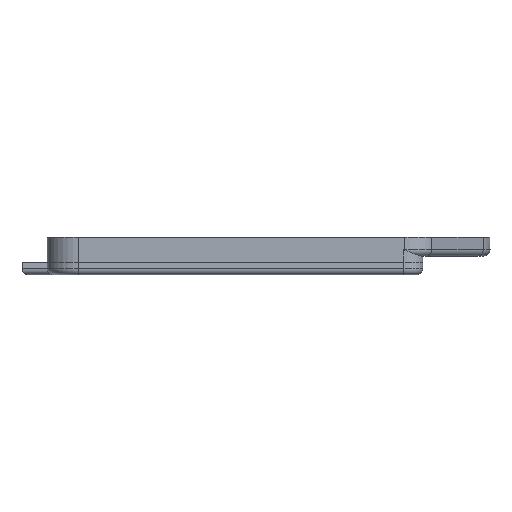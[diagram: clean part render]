
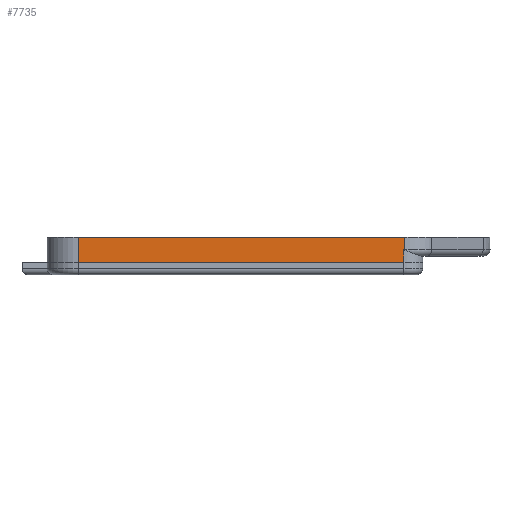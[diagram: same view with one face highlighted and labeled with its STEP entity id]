
A CAD part, front view. The second image highlights one B-rep face of the part: STEP entity #7735.
In plain terms, the highlighted planar face has unit normal (0, -1, 0).
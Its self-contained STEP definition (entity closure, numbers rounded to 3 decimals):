
#114 = DIRECTION ( 'NONE',  ( 1., 0., 0. ) ) ;
#282 = CARTESIAN_POINT ( 'NONE',  ( -15.902, 5.246, -0.5 ) ) ;
#372 = EDGE_CURVE ( 'NONE', #6707, #7326, #5973, .T. ) ;
#511 = CARTESIAN_POINT ( 'NONE',  ( 10.163, 5.246, 1.5 ) ) ;
#595 = LINE ( 'NONE', #511, #3030 ) ;
#639 = VERTEX_POINT ( 'NONE', #6499 ) ;
#729 = CARTESIAN_POINT ( 'NONE',  ( 10.098, 5.246, -0.5 ) ) ;
#925 = VECTOR ( 'NONE', #114, 1000. ) ;
#1008 = ORIENTED_EDGE ( 'NONE', *, *, #4417, .T. ) ;
#1590 = CARTESIAN_POINT ( 'NONE',  ( 10.098, 5.246, -0.5 ) ) ;
#1691 = PLANE ( 'NONE',  #4159 ) ;
#1722 = CARTESIAN_POINT ( 'NONE',  ( 10.163, 5.246, 1.5 ) ) ;
#1858 = VERTEX_POINT ( 'NONE', #8638 ) ;
#1885 = EDGE_CURVE ( 'NONE', #6766, #1858, #595, .T. ) ;
#2013 = LINE ( 'NONE', #729, #4583 ) ;
#2272 = EDGE_CURVE ( 'NONE', #6707, #639, #2013, .T. ) ;
#2515 = VECTOR ( 'NONE', #3118, 1000. ) ;
#2890 = EDGE_CURVE ( 'NONE', #5259, #7326, #7963, .T. ) ;
#3030 = VECTOR ( 'NONE', #3295, 1000. ) ;
#3118 = DIRECTION ( 'NONE',  ( 0., 0., -1. ) ) ;
#3155 = VECTOR ( 'NONE', #6618, 1000. ) ;
#3252 = DIRECTION ( 'NONE',  ( -1., 0., 0. ) ) ;
#3295 = DIRECTION ( 'NONE',  ( 0., 0., -1. ) ) ;
#3484 = LINE ( 'NONE', #6204, #925 ) ;
#3681 = DIRECTION ( 'NONE',  ( 1., 0., 0. ) ) ;
#3761 = CARTESIAN_POINT ( 'NONE',  ( 0., 5.246, 1.5 ) ) ;
#4142 = DIRECTION ( 'NONE',  ( 0., 0., 1. ) ) ;
#4159 = AXIS2_PLACEMENT_3D ( 'NONE', #3761, #5015, #3681 ) ;
#4417 = EDGE_CURVE ( 'NONE', #6766, #5259, #8082, .T. ) ;
#4458 = ORIENTED_EDGE ( 'NONE', *, *, #7081, .T. ) ;
#4509 = VECTOR ( 'NONE', #3252, 1000. ) ;
#4583 = VECTOR ( 'NONE', #4142, 1000. ) ;
#5015 = DIRECTION ( 'NONE',  ( 0., -1., 0. ) ) ;
#5259 = VERTEX_POINT ( 'NONE', #5878 ) ;
#5281 = ORIENTED_EDGE ( 'NONE', *, *, #2272, .T. ) ;
#5739 = ORIENTED_EDGE ( 'NONE', *, *, #372, .F. ) ;
#5878 = CARTESIAN_POINT ( 'NONE',  ( -15.902, 5.246, 1.5 ) ) ;
#5953 = CARTESIAN_POINT ( 'NONE',  ( 0., 5.246, 1.5 ) ) ;
#5973 = LINE ( 'NONE', #6723, #4509 ) ;
#6204 = CARTESIAN_POINT ( 'NONE',  ( 10.163, 5.246, 0.5 ) ) ;
#6228 = EDGE_LOOP ( 'NONE', ( #5281, #4458, #8502, #1008, #7474, #5739 ) ) ;
#6499 = CARTESIAN_POINT ( 'NONE',  ( 10.098, 5.246, 0.5 ) ) ;
#6519 = FACE_OUTER_BOUND ( 'NONE', #6228, .T. ) ;
#6618 = DIRECTION ( 'NONE',  ( -1., 0., 0. ) ) ;
#6707 = VERTEX_POINT ( 'NONE', #1590 ) ;
#6723 = CARTESIAN_POINT ( 'NONE',  ( 0., 5.246, -0.5 ) ) ;
#6766 = VERTEX_POINT ( 'NONE', #1722 ) ;
#7081 = EDGE_CURVE ( 'NONE', #639, #1858, #3484, .T. ) ;
#7294 = CARTESIAN_POINT ( 'NONE',  ( -15.902, 5.246, 1.5 ) ) ;
#7326 = VERTEX_POINT ( 'NONE', #282 ) ;
#7474 = ORIENTED_EDGE ( 'NONE', *, *, #2890, .T. ) ;
#7735 = ADVANCED_FACE ( 'NONE', ( #6519 ), #1691, .T. ) ;
#7963 = LINE ( 'NONE', #7294, #2515 ) ;
#8082 = LINE ( 'NONE', #5953, #3155 ) ;
#8502 = ORIENTED_EDGE ( 'NONE', *, *, #1885, .F. ) ;
#8638 = CARTESIAN_POINT ( 'NONE',  ( 10.163, 5.246, 0.5 ) ) ;
